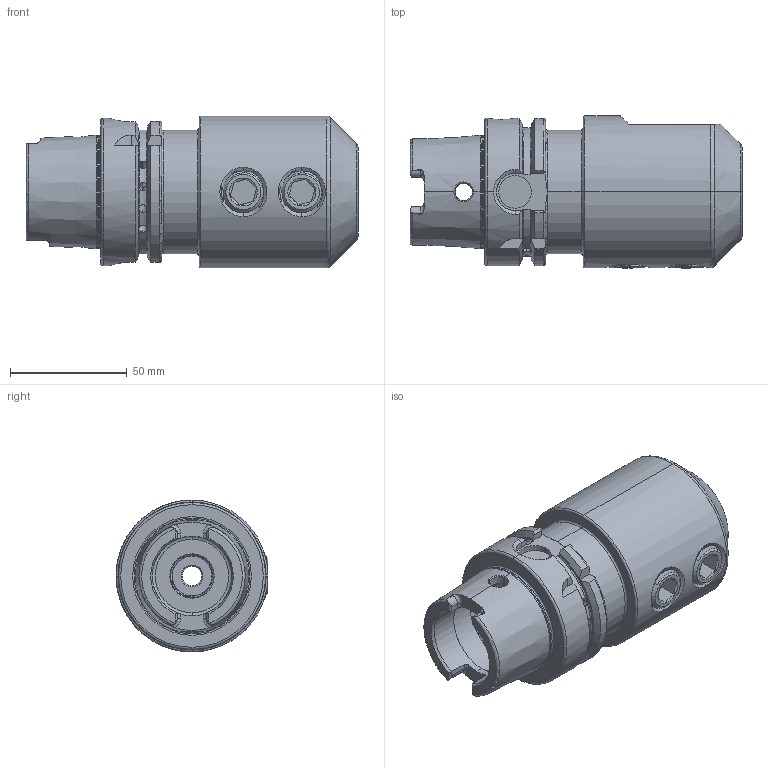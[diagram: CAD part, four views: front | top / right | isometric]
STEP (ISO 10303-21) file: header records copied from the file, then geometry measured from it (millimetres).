
FILE_DESCRIPTION (( 'STEP AP203' ), '1' );
FILE_NAME ('A63.04.25.STEP', '2016-09-05T05:31:21', ( '' ), ( '' ), 'SwSTEP 2.0', 'SolidWorks 2012', '' );
FILE_SCHEMA (( 'CONFIG_CONTROL_DESIGN' ));
Length unit declared in the file: millimetre
Products named in the file (3): A63.04.25; 側固18_M18x2_20L
Assembly tree (3 placements, depth 2):
  A63.04.25
    A63.04.25
    側固18_M18x2_20L  x2
Bounding box: 142 x 65 x 65 mm (x, y, z)
Volume: 287912.5 mm3; surface area: 54414.9 mm2
Topology: 3 solids, 3 shells, 385 faces, 1042 edges, 661 vertices
Faces by surface type: cylinder 163, plane 82, cone 51, bspline 49, torus 40
Entity records: 47920 total; most frequent: CARTESIAN_POINT 39985, ORIENTED_EDGE 1852, DIRECTION 1286, EDGE_CURVE 926, VERTEX_POINT 594, AXIS2_PLACEMENT_3D 512, EDGE_LOOP 366, ADVANCED_FACE 346
